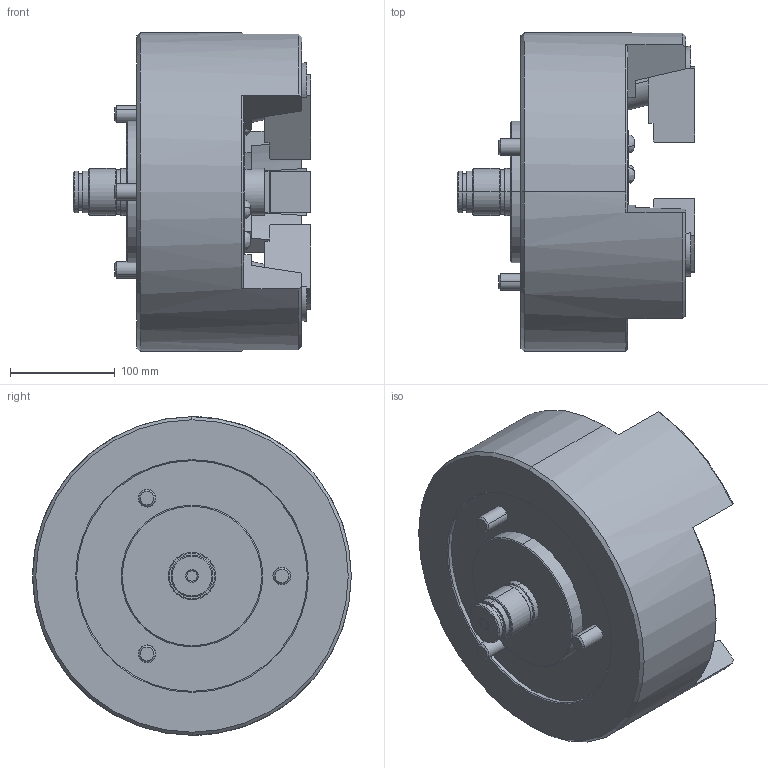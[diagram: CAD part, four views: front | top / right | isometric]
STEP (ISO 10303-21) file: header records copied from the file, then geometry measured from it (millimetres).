
FILE_DESCRIPTION (( 'STEP AP203' ), '1' );
FILE_NAME ('CF-3U-212K.STEP', '2020-01-21T09:29:02', ( 'temp' ), ( '' ), 'SwSTEP 2.0', 'SolidWorks 2016', '' );
FILE_SCHEMA (( 'CONFIG_CONTROL_DESIGN' ));
Length unit declared in the file: millimetre
Products named in the file (9): CF-3U-212-07000; CF-3U-212-08000; 圓頭內六角螺栓_M16x105; 半圓頭六角孔螺栓_M10x16; 圓頭內六角螺栓_M14x35; CF-3U-212K-01000; CF-3U-212K; CF-3U-212-01000; CF-3U-212-03000
Assembly tree (16 placements, depth 2):
  CF-3U-212K
    CF-3U-212-01000
    CF-3U-212-03000  x3
    CF-3U-212-07000  x3
    CF-3U-212-08000
    圓頭內六角螺栓_M16x105  x3
    圓頭內六角螺栓_M14x35
    半圓頭六角孔螺栓_M10x16  x3
    CF-3U-212K-01000
Bounding box: 227 x 304 x 304 mm (x, y, z)
Volume: 8052231.2 mm3; surface area: 554636.3 mm2
Topology: 16 solids, 16 shells, 428 faces, 1006 edges, 629 vertices
Faces by surface type: plane 193, cylinder 128, cone 93, bspline 14
Entity records: 9344 total; most frequent: CARTESIAN_POINT 1910, DIRECTION 1419, ORIENTED_EDGE 1248, EDGE_CURVE 624, AXIS2_PLACEMENT_3D 566, VERTEX_POINT 399, EDGE_LOOP 299, CIRCLE 291
